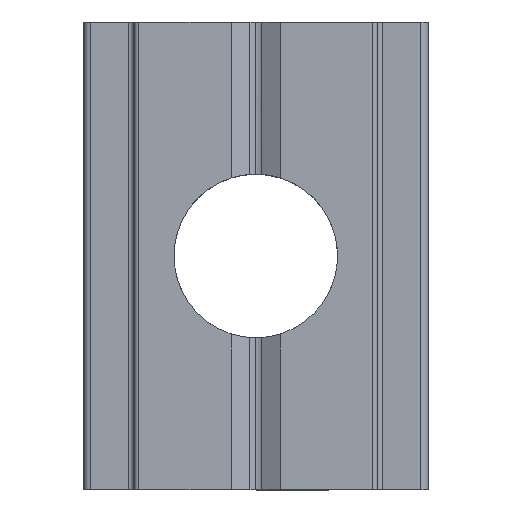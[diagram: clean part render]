
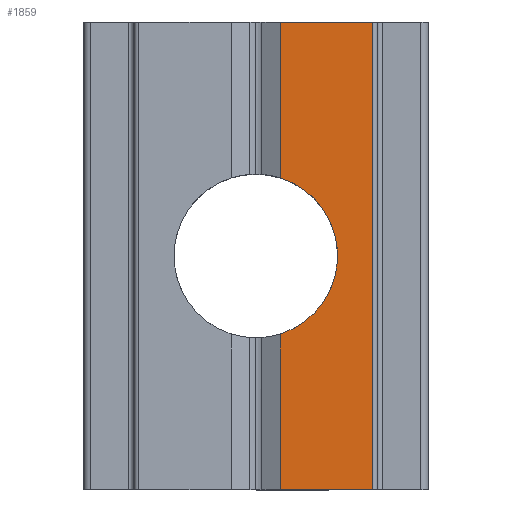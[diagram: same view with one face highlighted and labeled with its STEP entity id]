
A CAD part, top view. The second image highlights one B-rep face of the part: STEP entity #1859.
In plain terms, the highlighted planar face has unit normal (0, 0, 1).
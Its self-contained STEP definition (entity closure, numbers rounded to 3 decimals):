
#47 = CARTESIAN_POINT ( 'NONE',  ( -7.182, 9.5, 1.5 ) ) ;
#83 = VECTOR ( 'NONE', #867, 1000. ) ;
#132 = AXIS2_PLACEMENT_3D ( 'NONE', #1285, #1409, #690 ) ;
#151 = EDGE_CURVE ( 'NONE', #695, #1799, #1912, .T. ) ;
#183 = EDGE_CURVE ( 'NONE', #1576, #436, #514, .T. ) ;
#214 = LINE ( 'NONE', #1715, #1361 ) ;
#268 = CARTESIAN_POINT ( 'NONE',  ( -7.182, -9.5, 1.5 ) ) ;
#305 = ORIENTED_EDGE ( 'NONE', *, *, #1119, .F. ) ;
#313 = EDGE_CURVE ( 'NONE', #436, #1407, #872, .T. ) ;
#385 = ORIENTED_EDGE ( 'NONE', *, *, #313, .F. ) ;
#426 = CARTESIAN_POINT ( 'NONE',  ( 1., 9.5, 1.5 ) ) ;
#436 = VERTEX_POINT ( 'NONE', #1327 ) ;
#446 = ORIENTED_EDGE ( 'NONE', *, *, #151, .T. ) ;
#476 = AXIS2_PLACEMENT_3D ( 'NONE', #1012, #548, #1303 ) ;
#496 = ORIENTED_EDGE ( 'NONE', *, *, #753, .F. ) ;
#514 = LINE ( 'NONE', #987, #783 ) ;
#548 = DIRECTION ( 'NONE',  ( 0., 0., -1. ) ) ;
#564 = PLANE ( 'NONE',  #476 ) ;
#612 = FACE_OUTER_BOUND ( 'NONE', #1161, .T. ) ;
#690 = DIRECTION ( 'NONE',  ( 0., -1., 0. ) ) ;
#695 = VERTEX_POINT ( 'NONE', #990 ) ;
#718 = VECTOR ( 'NONE', #952, 1000. ) ;
#753 = EDGE_CURVE ( 'NONE', #1407, #1799, #214, .T. ) ;
#772 = LINE ( 'NONE', #1148, #1828 ) ;
#783 = VECTOR ( 'NONE', #1718, 1000. ) ;
#852 = ORIENTED_EDGE ( 'NONE', *, *, #183, .F. ) ;
#867 = DIRECTION ( 'NONE',  ( -1., 0., 0. ) ) ;
#872 = LINE ( 'NONE', #268, #83 ) ;
#952 = DIRECTION ( 'NONE',  ( -1., 0., 0. ) ) ;
#987 = CARTESIAN_POINT ( 'NONE',  ( 4.75, 9.5, 1.5 ) ) ;
#990 = CARTESIAN_POINT ( 'NONE',  ( 1., 3.169, 1.5 ) ) ;
#1012 = CARTESIAN_POINT ( 'NONE',  ( 1., 9.5, 1.5 ) ) ;
#1036 = EDGE_CURVE ( 'NONE', #1576, #1259, #1919, .T. ) ;
#1080 = ORIENTED_EDGE ( 'NONE', *, *, #1036, .T. ) ;
#1119 = EDGE_CURVE ( 'NONE', #695, #1259, #772, .T. ) ;
#1148 = CARTESIAN_POINT ( 'NONE',  ( 1., 9.5, 1.5 ) ) ;
#1161 = EDGE_LOOP ( 'NONE', ( #496, #385, #852, #1080, #305, #446 ) ) ;
#1259 = VERTEX_POINT ( 'NONE', #426 ) ;
#1285 = CARTESIAN_POINT ( 'NONE',  ( 0., 0., 1.5 ) ) ;
#1298 = CARTESIAN_POINT ( 'NONE',  ( 4.75, 9.5, 1.5 ) ) ;
#1303 = DIRECTION ( 'NONE',  ( 0., 1., 0. ) ) ;
#1327 = CARTESIAN_POINT ( 'NONE',  ( 4.75, -9.5, 1.5 ) ) ;
#1361 = VECTOR ( 'NONE', #1419, 1000. ) ;
#1407 = VERTEX_POINT ( 'NONE', #1786 ) ;
#1409 = DIRECTION ( 'NONE',  ( 0., 0., -1. ) ) ;
#1419 = DIRECTION ( 'NONE',  ( 0., 1., 0. ) ) ;
#1567 = DIRECTION ( 'NONE',  ( 0., 1., 0. ) ) ;
#1576 = VERTEX_POINT ( 'NONE', #1298 ) ;
#1715 = CARTESIAN_POINT ( 'NONE',  ( 1., 9.5, 1.5 ) ) ;
#1718 = DIRECTION ( 'NONE',  ( 0., -1., 0. ) ) ;
#1786 = CARTESIAN_POINT ( 'NONE',  ( 1., -9.5, 1.5 ) ) ;
#1799 = VERTEX_POINT ( 'NONE', #1858 ) ;
#1828 = VECTOR ( 'NONE', #1567, 1000. ) ;
#1858 = CARTESIAN_POINT ( 'NONE',  ( 1., -3.169, 1.5 ) ) ;
#1859 = ADVANCED_FACE ( 'NONE', ( #612 ), #564, .F. ) ;
#1912 = CIRCLE ( 'NONE', #132, 3.324 ) ;
#1919 = LINE ( 'NONE', #47, #718 ) ;
